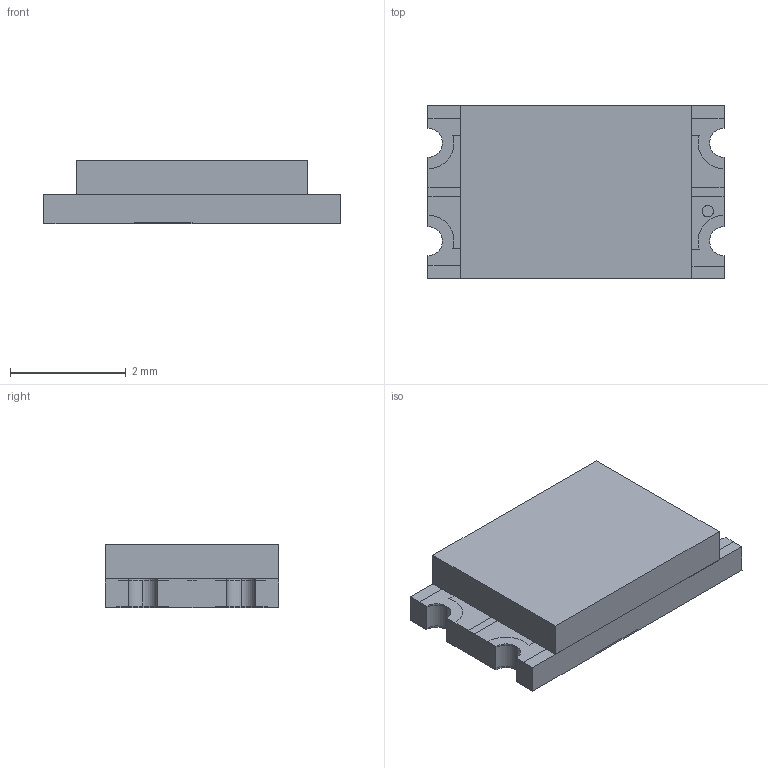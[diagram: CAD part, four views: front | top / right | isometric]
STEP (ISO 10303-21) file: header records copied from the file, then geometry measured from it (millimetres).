
FILE_DESCRIPTION (( 'STEP AP214' ), '1' );
FILE_NAME ('APS5130.STEP', '2016-09-26T19:13:43', ( 'admin' ), ( '' ), 'SwSTEP 2.0', 'SolidWorks 2012', '' );
FILE_SCHEMA (( 'AUTOMOTIVE_DESIGN' ));
Length unit declared in the file: millimetre
Products named in the file (1): APS5130
Bounding box: 5.12 x 3 x 1.1 mm (x, y, z)
Surface area: 105.5 mm2 (no closed solid volume)
Topology: 0 solids, 16 shells, 204 faces, 541 edges, 366 vertices
Faces by surface type: plane 165, cylinder 38, bspline 1
Entity records: 6398 total; most frequent: CARTESIAN_POINT 1133, ORIENTED_EDGE 1062, DIRECTION 1023, EDGE_CURVE 541, VECTOR 463, LINE 463, VERTEX_POINT 366, AXIS2_PLACEMENT_3D 280
